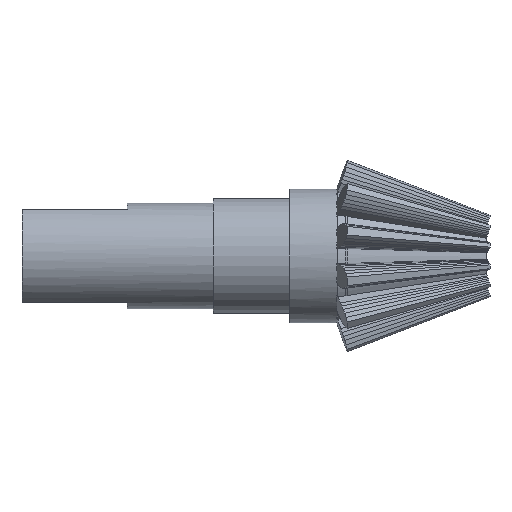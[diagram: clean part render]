
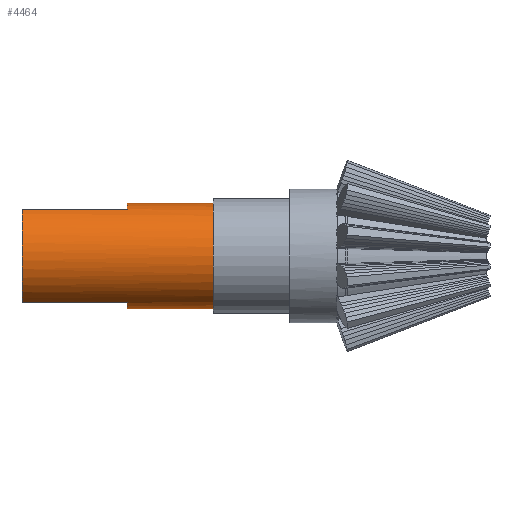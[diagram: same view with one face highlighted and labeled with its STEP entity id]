
A CAD part, left-side view. The second image highlights one B-rep face of the part: STEP entity #4464.
In plain terms, the highlighted cylindrical face has radius 5.5 mm (diameter 11 mm), a partial arc.
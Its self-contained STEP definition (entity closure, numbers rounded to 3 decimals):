
#99 = DIRECTION ( 'NONE',  ( 0., 1., 0. ) ) ;
#128 = CIRCLE ( 'NONE', #1090, 5.5 ) ;
#490 = DIRECTION ( 'NONE',  ( 0., -1., 0. ) ) ;
#680 = CARTESIAN_POINT ( 'NONE',  ( 0., 49.593, 10.779 ) ) ;
#786 = VECTOR ( 'NONE', #9614, 1000. ) ;
#845 = CARTESIAN_POINT ( 'NONE',  ( 0., 60.593, 10.779 ) ) ;
#1090 = AXIS2_PLACEMENT_3D ( 'NONE', #5729, #7254, #1767 ) ;
#1170 = ORIENTED_EDGE ( 'NONE', *, *, #2578, .T. ) ;
#1423 = CYLINDRICAL_SURFACE ( 'NONE', #6851, 5.5 ) ;
#1517 = VERTEX_POINT ( 'NONE', #6880 ) ;
#1526 = DIRECTION ( 'NONE',  ( 0., 1., 0. ) ) ;
#1767 = DIRECTION ( 'NONE',  ( 0., 0., 1. ) ) ;
#1907 = VERTEX_POINT ( 'NONE', #5486 ) ;
#2040 = EDGE_CURVE ( 'NONE', #1517, #7396, #128, .T. ) ;
#2123 = DIRECTION ( 'NONE',  ( 0., 0., -1. ) ) ;
#2555 = ORIENTED_EDGE ( 'NONE', *, *, #7463, .F. ) ;
#2567 = EDGE_LOOP ( 'NONE', ( #3747, #5265, #3206, #3289, #1170, #2555, #3229, #6476 ) ) ;
#2578 = EDGE_CURVE ( 'NONE', #1907, #4501, #2973, .T. ) ;
#2708 = EDGE_CURVE ( 'NONE', #1907, #6393, #9165, .T. ) ;
#2756 = DIRECTION ( 'NONE',  ( 0., 1., 0. ) ) ;
#2918 = CARTESIAN_POINT ( 'NONE',  ( -2.5, 49.593, 5.88 ) ) ;
#2973 = LINE ( 'NONE', #6049, #7890 ) ;
#3117 = DIRECTION ( 'NONE',  ( 0., 0., 1. ) ) ;
#3206 = ORIENTED_EDGE ( 'NONE', *, *, #9518, .F. ) ;
#3229 = ORIENTED_EDGE ( 'NONE', *, *, #3397, .T. ) ;
#3289 = ORIENTED_EDGE ( 'NONE', *, *, #2708, .F. ) ;
#3389 = CARTESIAN_POINT ( 'NONE',  ( 0., 49.593, 10.779 ) ) ;
#3397 = EDGE_CURVE ( 'NONE', #4442, #1517, #6579, .T. ) ;
#3599 = CARTESIAN_POINT ( 'NONE',  ( 0., 49.593, 5.279 ) ) ;
#3611 = DIRECTION ( 'NONE',  ( 0., -1., 0. ) ) ;
#3747 = ORIENTED_EDGE ( 'NONE', *, *, #7993, .F. ) ;
#3823 = LINE ( 'NONE', #7741, #9084 ) ;
#4106 = CARTESIAN_POINT ( 'NONE',  ( -2.5, 60.593, 15.678 ) ) ;
#4315 = CIRCLE ( 'NONE', #6376, 5.5 ) ;
#4442 = VERTEX_POINT ( 'NONE', #3599 ) ;
#4464 = ADVANCED_FACE ( 'NONE', ( #7408 ), #1423, .T. ) ;
#4501 = VERTEX_POINT ( 'NONE', #2918 ) ;
#5265 = ORIENTED_EDGE ( 'NONE', *, *, #7654, .F. ) ;
#5285 = CARTESIAN_POINT ( 'NONE',  ( 0., 40.593, 16.279 ) ) ;
#5486 = CARTESIAN_POINT ( 'NONE',  ( -2.5, 60.593, 5.88 ) ) ;
#5723 = VERTEX_POINT ( 'NONE', #6584 ) ;
#5729 = CARTESIAN_POINT ( 'NONE',  ( 0., 40.593, 10.779 ) ) ;
#5839 = LINE ( 'NONE', #4106, #8420 ) ;
#5902 = CIRCLE ( 'NONE', #9387, 5.5 ) ;
#6049 = CARTESIAN_POINT ( 'NONE',  ( -2.5, 60.593, 5.88 ) ) ;
#6376 = AXIS2_PLACEMENT_3D ( 'NONE', #680, #1526, #9112 ) ;
#6393 = VERTEX_POINT ( 'NONE', #7598 ) ;
#6476 = ORIENTED_EDGE ( 'NONE', *, *, #2040, .T. ) ;
#6579 = LINE ( 'NONE', #7314, #786 ) ;
#6584 = CARTESIAN_POINT ( 'NONE',  ( -2.5, 49.593, 15.678 ) ) ;
#6851 = AXIS2_PLACEMENT_3D ( 'NONE', #7318, #9707, #2123 ) ;
#6880 = CARTESIAN_POINT ( 'NONE',  ( 0., 40.593, 5.279 ) ) ;
#7051 = DIRECTION ( 'NONE',  ( 0., -1., 0. ) ) ;
#7254 = DIRECTION ( 'NONE',  ( 0., 1., 0. ) ) ;
#7314 = CARTESIAN_POINT ( 'NONE',  ( 0., 49.593, 5.279 ) ) ;
#7318 = CARTESIAN_POINT ( 'NONE',  ( 0., 49.593, 10.779 ) ) ;
#7372 = CARTESIAN_POINT ( 'NONE',  ( 0., 49.593, 16.279 ) ) ;
#7396 = VERTEX_POINT ( 'NONE', #5285 ) ;
#7408 = FACE_OUTER_BOUND ( 'NONE', #2567, .T. ) ;
#7463 = EDGE_CURVE ( 'NONE', #4442, #4501, #4315, .T. ) ;
#7598 = CARTESIAN_POINT ( 'NONE',  ( -2.5, 60.593, 15.678 ) ) ;
#7654 = EDGE_CURVE ( 'NONE', #5723, #9659, #5902, .T. ) ;
#7741 = CARTESIAN_POINT ( 'NONE',  ( 0., 49.593, 16.279 ) ) ;
#7890 = VECTOR ( 'NONE', #3611, 1000. ) ;
#7993 = EDGE_CURVE ( 'NONE', #9659, #7396, #3823, .T. ) ;
#8048 = AXIS2_PLACEMENT_3D ( 'NONE', #845, #99, #3117 ) ;
#8420 = VECTOR ( 'NONE', #490, 1000. ) ;
#8850 = DIRECTION ( 'NONE',  ( 0., 0., 1. ) ) ;
#9084 = VECTOR ( 'NONE', #7051, 1000. ) ;
#9112 = DIRECTION ( 'NONE',  ( 0., 0., 1. ) ) ;
#9165 = CIRCLE ( 'NONE', #8048, 5.5 ) ;
#9387 = AXIS2_PLACEMENT_3D ( 'NONE', #3389, #2756, #8850 ) ;
#9518 = EDGE_CURVE ( 'NONE', #6393, #5723, #5839, .T. ) ;
#9614 = DIRECTION ( 'NONE',  ( 0., -1., 0. ) ) ;
#9659 = VERTEX_POINT ( 'NONE', #7372 ) ;
#9707 = DIRECTION ( 'NONE',  ( 0., -1., 0. ) ) ;
